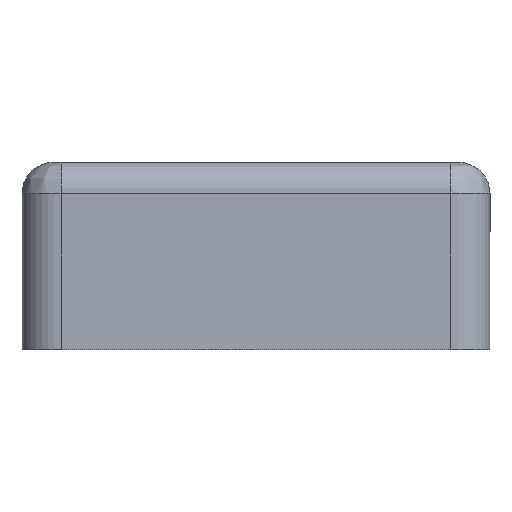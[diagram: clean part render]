
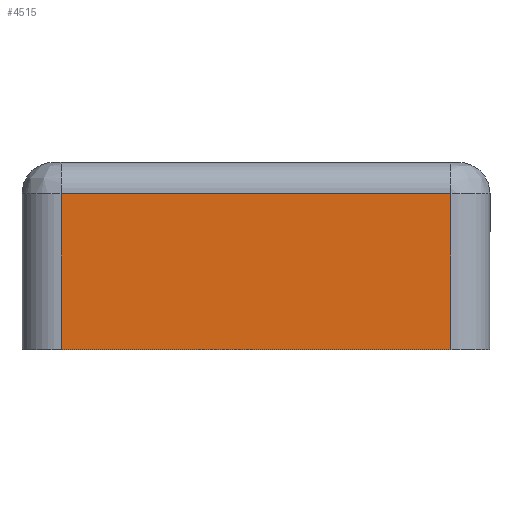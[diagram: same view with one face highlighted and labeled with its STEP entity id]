
A CAD part, front view. The second image highlights one B-rep face of the part: STEP entity #4515.
In plain terms, the highlighted planar face has unit normal (0, -1, 0).
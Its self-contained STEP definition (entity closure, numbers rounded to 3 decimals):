
#180 = CARTESIAN_POINT ( 'NONE',  ( 12.5, -30., 0. ) ) ;
#339 = LINE ( 'NONE', #4858, #4341 ) ;
#798 = AXIS2_PLACEMENT_3D ( 'NONE', #6829, #2072, #7622 ) ;
#847 = LINE ( 'NONE', #8361, #2725 ) ;
#1002 = DIRECTION ( 'NONE',  ( -1., 0., 0. ) ) ;
#1568 = EDGE_CURVE ( 'NONE', #6891, #3452, #847, .T. ) ;
#2045 = PLANE ( 'NONE',  #798 ) ;
#2072 = DIRECTION ( 'NONE',  ( 0., 1., 0. ) ) ;
#2326 = DIRECTION ( 'NONE',  ( 1., 0., 0. ) ) ;
#2725 = VECTOR ( 'NONE', #4473, 1000. ) ;
#3176 = FACE_OUTER_BOUND ( 'NONE', #8410, .T. ) ;
#3452 = VERTEX_POINT ( 'NONE', #6652 ) ;
#3909 = CARTESIAN_POINT ( 'NONE',  ( -15., -30., 10. ) ) ;
#3962 = ORIENTED_EDGE ( 'NONE', *, *, #9907, .F. ) ;
#4080 = ORIENTED_EDGE ( 'NONE', *, *, #7406, .F. ) ;
#4268 = LINE ( 'NONE', #5769, #10267 ) ;
#4341 = VECTOR ( 'NONE', #5647, 1000. ) ;
#4411 = LINE ( 'NONE', #3909, #6252 ) ;
#4473 = DIRECTION ( 'NONE',  ( 0., 0., 1. ) ) ;
#4515 = ADVANCED_FACE ( 'NONE', ( #3176 ), #2045, .F. ) ;
#4789 = EDGE_CURVE ( 'NONE', #4826, #6891, #4268, .T. ) ;
#4826 = VERTEX_POINT ( 'NONE', #180 ) ;
#4858 = CARTESIAN_POINT ( 'NONE',  ( 12.5, -30., 12. ) ) ;
#4862 = CARTESIAN_POINT ( 'NONE',  ( 12.5, -30., 10. ) ) ;
#5647 = DIRECTION ( 'NONE',  ( 0., 0., -1. ) ) ;
#5769 = CARTESIAN_POINT ( 'NONE',  ( 15., -30., 0. ) ) ;
#6252 = VECTOR ( 'NONE', #2326, 1000. ) ;
#6363 = CARTESIAN_POINT ( 'NONE',  ( -12.5, -30., 0. ) ) ;
#6652 = CARTESIAN_POINT ( 'NONE',  ( -12.5, -30., 10. ) ) ;
#6672 = ORIENTED_EDGE ( 'NONE', *, *, #1568, .F. ) ;
#6829 = CARTESIAN_POINT ( 'NONE',  ( -15., -30., 12. ) ) ;
#6891 = VERTEX_POINT ( 'NONE', #6363 ) ;
#7406 = EDGE_CURVE ( 'NONE', #3452, #8652, #4411, .T. ) ;
#7622 = DIRECTION ( 'NONE',  ( 0., 0., 1. ) ) ;
#8361 = CARTESIAN_POINT ( 'NONE',  ( -12.5, -30., 12. ) ) ;
#8410 = EDGE_LOOP ( 'NONE', ( #4080, #6672, #9825, #3962 ) ) ;
#8652 = VERTEX_POINT ( 'NONE', #4862 ) ;
#9825 = ORIENTED_EDGE ( 'NONE', *, *, #4789, .F. ) ;
#9907 = EDGE_CURVE ( 'NONE', #8652, #4826, #339, .T. ) ;
#10267 = VECTOR ( 'NONE', #1002, 1000. ) ;
